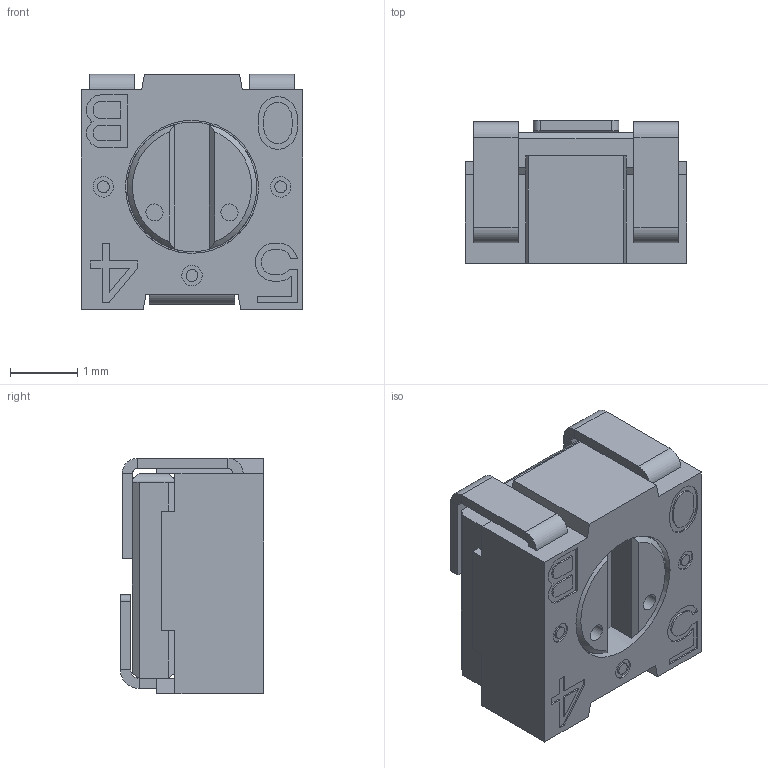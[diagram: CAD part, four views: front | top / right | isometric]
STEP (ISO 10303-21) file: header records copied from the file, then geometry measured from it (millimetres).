
FILE_DESCRIPTION(('STEP AP214'),'1');
FILE_NAME('67682.stp','2020-04-23T08:41:34',('TraceParts'),('TraceParts S.A.'),'Spatial InterOp 3D',' ',' ');
FILE_SCHEMA(('AUTOMOTIVE_DESIGN { 1 0 10303 214 1 1 1 1 }'));
Length unit declared in the file: millimetre
Products named in the file (1): 67682
Bounding box: 3.3 x 2.13 x 3.51 mm (x, y, z)
Volume: 19.9 mm3; surface area: 91.4 mm2
Topology: 1 solids, 1 shells, 342 faces, 940 edges, 602 vertices
Faces by surface type: plane 260, cylinder 75, cone 7
Entity records: 10779 total; most frequent: CARTESIAN_POINT 1933, ORIENTED_EDGE 1880, DIRECTION 1783, EDGE_CURVE 940, LINE 757, VECTOR 757, VERTEX_POINT 602, AXIS2_PLACEMENT_3D 513
